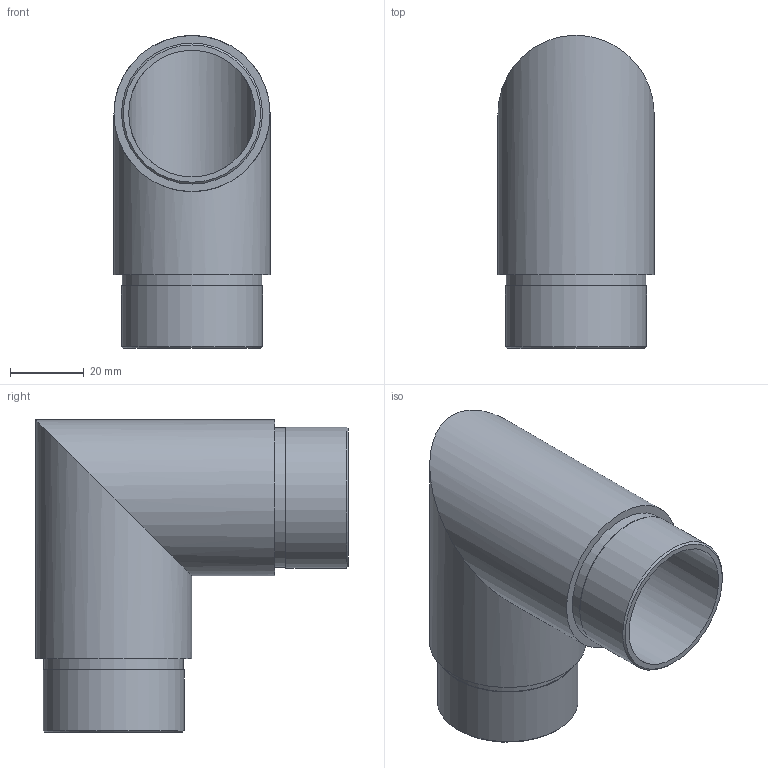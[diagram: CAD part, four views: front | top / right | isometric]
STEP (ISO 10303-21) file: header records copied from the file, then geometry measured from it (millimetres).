
FILE_DESCRIPTION (( 'STEP AP203' ), '1' );
FILE_NAME ('56170-320-V4A.step', '2020-02-24T13:02:11', ( '' ), ( '' ), 'SwSTEP 2.0', 'SolidWorks 2015', '' );
FILE_SCHEMA (( 'CONFIG_CONTROL_DESIGN' ));
Length unit declared in the file: millimetre
Products named in the file (2): 56170-320-V4A
Bounding box: 42.4 x 85 x 85 mm (x, y, z)
Volume: 51004.8 mm3; surface area: 31260.3 mm2
Topology: 1 solids, 1 shells, 271 faces, 709 edges, 473 vertices
Faces by surface type: plane 129, bspline 103, cylinder 37, cone 2
Full cylindrical faces by diameter (mm): 34.4 x2, 37.9 x2, 38.3 x2, 42.4 x2
Entity records: 12484 total; most frequent: CARTESIAN_POINT 6471, ORIENTED_EDGE 1388, DIRECTION 882, EDGE_CURVE 694, VERTEX_POINT 468, LINE 334, VECTOR 334, EDGE_LOOP 316
